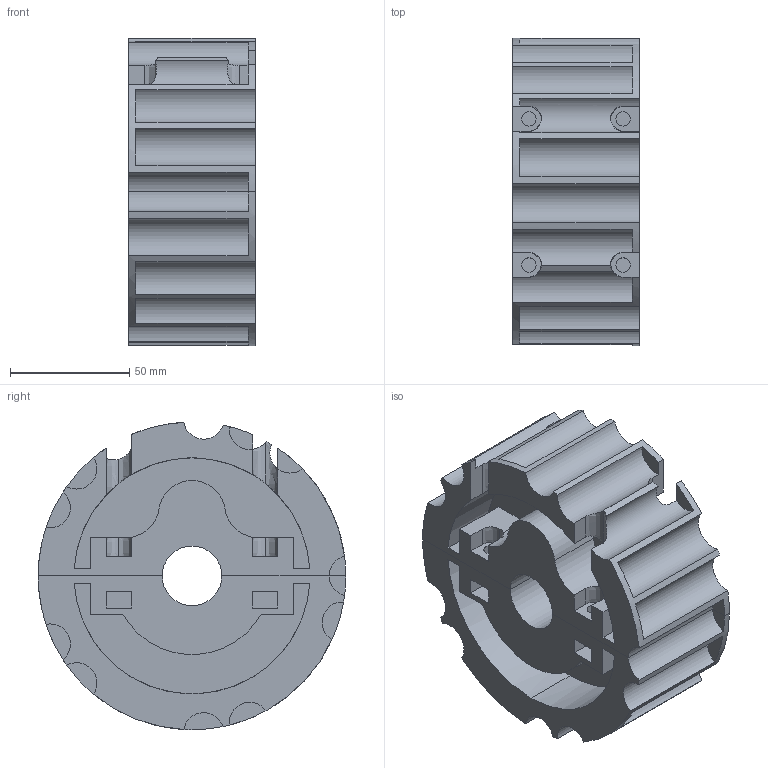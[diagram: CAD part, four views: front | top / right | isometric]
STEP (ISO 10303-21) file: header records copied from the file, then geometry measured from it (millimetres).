
FILE_DESCRIPTION(('CATIA V5 STEP Exchange'),'2;1');
FILE_NAME('312KI2121.stp','2018-01-03T10:52:12+00:00',('none'),('none'),'CATIA Version 5 Release 21 GA (IN-10)','CATIA V5 STEP AP203','none');
FILE_SCHEMA(('CONFIG_CONTROL_DESIGN'));
Length unit declared in the file: millimetre
Products named in the file (1): 314KI2121
Bounding box: 53 x 129 x 128.91 mm (x, y, z)
Volume: 400147.1 mm3; surface area: 96663.4 mm2
Topology: 2 solids, 2 shells, 179 faces, 515 edges, 346 vertices
Faces by surface type: plane 100, cylinder 63, extrusion 16
Entity records: 5574 total; most frequent: CARTESIAN_POINT 1290, ORIENTED_EDGE 1030, DIRECTION 607, EDGE_CURVE 515, VERTEX_POINT 346, VECTOR 311, LINE 295, AXIS2_PLACEMENT_3D 241
